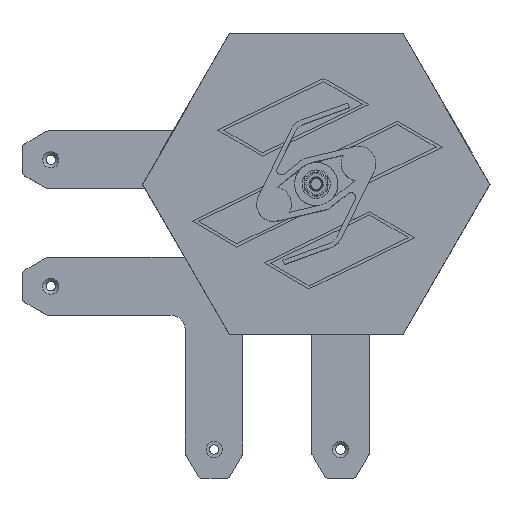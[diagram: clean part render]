
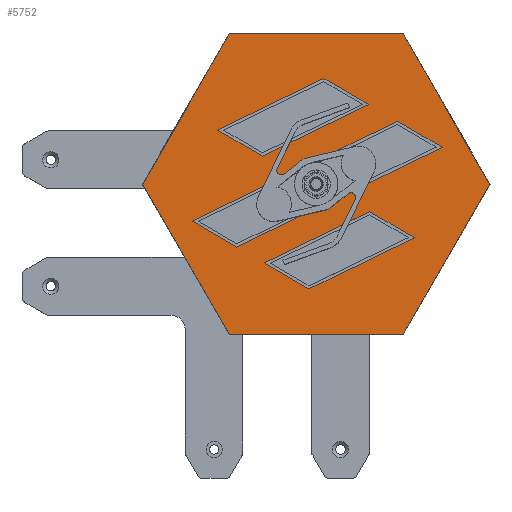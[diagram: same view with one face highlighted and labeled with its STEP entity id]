
A CAD part, top view. The second image highlights one B-rep face of the part: STEP entity #5752.
In plain terms, the highlighted planar face has unit normal (0, 0, 1).
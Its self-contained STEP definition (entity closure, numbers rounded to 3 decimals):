
#205=B_SPLINE_CURVE_WITH_KNOTS('',3,(#13475,#13476,#13477,#13478),
 .UNSPECIFIED.,.F.,.F.,(4,4),(-6.466,-0.462),
 .UNSPECIFIED.);
#206=B_SPLINE_CURVE_WITH_KNOTS('',3,(#13480,#13481,#13482,#13483),
 .UNSPECIFIED.,.F.,.F.,(4,4),(-6.466,-0.462),
 .UNSPECIFIED.);
#207=B_SPLINE_CURVE_WITH_KNOTS('',3,(#13485,#13486,#13487,#13488),
 .UNSPECIFIED.,.F.,.F.,(4,4),(-6.466,-0.462),
 .UNSPECIFIED.);
#208=B_SPLINE_CURVE_WITH_KNOTS('',3,(#13490,#13491,#13492,#13493),
 .UNSPECIFIED.,.F.,.F.,(4,4),(-6.466,-0.462),
 .UNSPECIFIED.);
#209=B_SPLINE_CURVE_WITH_KNOTS('',3,(#13495,#13496,#13497,#13498),
 .UNSPECIFIED.,.F.,.F.,(4,4),(-6.466,-0.462),
 .UNSPECIFIED.);
#210=B_SPLINE_CURVE_WITH_KNOTS('',3,(#13499,#13500,#13501,#13502),
 .UNSPECIFIED.,.F.,.F.,(4,4),(-6.466,-0.462),
 .UNSPECIFIED.);
#506=FACE_BOUND('',#1135,.T.);
#507=FACE_BOUND('',#1136,.T.);
#508=FACE_BOUND('',#1137,.T.);
#757=FACE_OUTER_BOUND('',#1134,.T.);
#1134=EDGE_LOOP('',(#4844,#4845,#4846,#4847,#4848,#4849));
#1135=EDGE_LOOP('',(#4850,#4851,#4852,#4853,#4854,#4855));
#1136=EDGE_LOOP('',(#4856,#4857,#4858,#4859));
#1137=EDGE_LOOP('',(#4860,#4861,#4862,#4863));
#1399=CIRCLE('',#6343,7.5);
#1728=LINE('',#13313,#2171);
#1732=LINE('',#13321,#2175);
#1740=LINE('',#13336,#2183);
#1743=LINE('',#13341,#2186);
#1762=LINE('',#13383,#2205);
#1769=LINE('',#13398,#2212);
#1773=LINE('',#13406,#2216);
#1776=LINE('',#13411,#2219);
#1779=LINE('',#13417,#2222);
#1788=LINE('',#13441,#2231);
#1792=LINE('',#13449,#2235);
#1800=LINE('',#13464,#2243);
#1803=LINE('',#13469,#2246);
#2171=VECTOR('',#7484,10.);
#2175=VECTOR('',#7490,10.);
#2183=VECTOR('',#7504,10.);
#2186=VECTOR('',#7509,10.);
#2205=VECTOR('',#7542,10.);
#2212=VECTOR('',#7553,10.);
#2216=VECTOR('',#7559,10.);
#2219=VECTOR('',#7564,10.);
#2222=VECTOR('',#7569,10.);
#2231=VECTOR('',#7592,10.);
#2235=VECTOR('',#7598,10.);
#2243=VECTOR('',#7612,10.);
#2246=VECTOR('',#7617,10.);
#2692=VERTEX_POINT('',#13311);
#2693=VERTEX_POINT('',#13312);
#2696=VERTEX_POINT('',#13320);
#2700=VERTEX_POINT('',#13335);
#2716=VERTEX_POINT('',#13381);
#2717=VERTEX_POINT('',#13382);
#2722=VERTEX_POINT('',#13396);
#2723=VERTEX_POINT('',#13397);
#2726=VERTEX_POINT('',#13405);
#2728=VERTEX_POINT('',#13414);
#2736=VERTEX_POINT('',#13439);
#2737=VERTEX_POINT('',#13440);
#2740=VERTEX_POINT('',#13448);
#2744=VERTEX_POINT('',#13463);
#2746=VERTEX_POINT('',#13473);
#2747=VERTEX_POINT('',#13474);
#2748=VERTEX_POINT('',#13479);
#2749=VERTEX_POINT('',#13484);
#2750=VERTEX_POINT('',#13489);
#2751=VERTEX_POINT('',#13494);
#3398=EDGE_CURVE('',#2692,#2693,#1728,.T.);
#3402=EDGE_CURVE('',#2693,#2696,#1732,.T.);
#3410=EDGE_CURVE('',#2696,#2700,#1740,.T.);
#3413=EDGE_CURVE('',#2700,#2692,#1743,.T.);
#3432=EDGE_CURVE('',#2716,#2717,#1762,.T.);
#3439=EDGE_CURVE('',#2722,#2723,#1769,.T.);
#3443=EDGE_CURVE('',#2726,#2722,#1773,.T.);
#3446=EDGE_CURVE('',#2717,#2726,#1776,.T.);
#3449=EDGE_CURVE('',#2723,#2728,#1779,.T.);
#3461=EDGE_CURVE('',#2736,#2737,#1788,.T.);
#3465=EDGE_CURVE('',#2737,#2740,#1792,.T.);
#3473=EDGE_CURVE('',#2740,#2744,#1800,.T.);
#3476=EDGE_CURVE('',#2744,#2736,#1803,.T.);
#3478=EDGE_CURVE('',#2746,#2747,#205,.T.);
#3479=EDGE_CURVE('',#2748,#2746,#206,.T.);
#3480=EDGE_CURVE('',#2749,#2748,#207,.T.);
#3481=EDGE_CURVE('',#2750,#2749,#208,.T.);
#3482=EDGE_CURVE('',#2751,#2750,#209,.T.);
#3483=EDGE_CURVE('',#2747,#2751,#210,.T.);
#3484=EDGE_CURVE('',#2728,#2716,#1399,.T.);
#4844=ORIENTED_EDGE('',*,*,#3478,.F.);
#4845=ORIENTED_EDGE('',*,*,#3479,.F.);
#4846=ORIENTED_EDGE('',*,*,#3480,.F.);
#4847=ORIENTED_EDGE('',*,*,#3481,.F.);
#4848=ORIENTED_EDGE('',*,*,#3482,.F.);
#4849=ORIENTED_EDGE('',*,*,#3483,.F.);
#4850=ORIENTED_EDGE('',*,*,#3449,.T.);
#4851=ORIENTED_EDGE('',*,*,#3484,.T.);
#4852=ORIENTED_EDGE('',*,*,#3432,.T.);
#4853=ORIENTED_EDGE('',*,*,#3446,.T.);
#4854=ORIENTED_EDGE('',*,*,#3443,.T.);
#4855=ORIENTED_EDGE('',*,*,#3439,.T.);
#4856=ORIENTED_EDGE('',*,*,#3410,.T.);
#4857=ORIENTED_EDGE('',*,*,#3413,.T.);
#4858=ORIENTED_EDGE('',*,*,#3398,.T.);
#4859=ORIENTED_EDGE('',*,*,#3402,.T.);
#4860=ORIENTED_EDGE('',*,*,#3473,.T.);
#4861=ORIENTED_EDGE('',*,*,#3476,.T.);
#4862=ORIENTED_EDGE('',*,*,#3461,.T.);
#4863=ORIENTED_EDGE('',*,*,#3465,.T.);
#5477=PLANE('',#6342);
#5752=ADVANCED_FACE('',(#757,#506,#507,#508),#5477,.T.);
#6342=AXIS2_PLACEMENT_3D('',#13472,#7621,#7622);
#6343=AXIS2_PLACEMENT_3D('',#13503,#7623,#7624);
#7484=DIRECTION('',(0.865,-0.502,0.));
#7490=DIRECTION('',(-0.9,-0.436,0.));
#7504=DIRECTION('',(-0.865,0.502,0.));
#7509=DIRECTION('',(0.899,0.437,0.));
#7542=DIRECTION('',(0.899,0.437,0.));
#7553=DIRECTION('',(-0.865,0.502,0.));
#7559=DIRECTION('',(-0.899,-0.437,0.));
#7564=DIRECTION('',(0.865,-0.502,0.));
#7569=DIRECTION('',(0.899,0.437,0.));
#7592=DIRECTION('',(0.865,-0.502,0.));
#7598=DIRECTION('',(-0.9,-0.436,0.));
#7612=DIRECTION('',(-0.865,0.502,0.));
#7617=DIRECTION('',(0.9,0.436,0.));
#7621=DIRECTION('center_axis',(0.,0.,1.));
#7622=DIRECTION('ref_axis',(1.,0.,0.));
#7623=DIRECTION('center_axis',(0.,0.,-1.));
#7624=DIRECTION('ref_axis',(1.,0.,0.));
#13311=CARTESIAN_POINT('',(120.361,92.315,54.3));
#13312=CARTESIAN_POINT('',(135.901,83.285,54.3));
#13313=CARTESIAN_POINT('',(111.373,97.538,54.3));
#13320=CARTESIAN_POINT('',(99.339,65.565,54.3));
#13321=CARTESIAN_POINT('',(125.766,78.373,54.3));
#13335=CARTESIAN_POINT('',(83.838,74.573,54.3));
#13336=CARTESIAN_POINT('',(92.399,69.598,54.3));
#13341=CARTESIAN_POINT('',(96.494,80.721,54.3));
#13381=CARTESIAN_POINT('',(100.281,109.196,54.3));
#13382=CARTESIAN_POINT('',(129.998,123.633,54.3));
#13383=CARTESIAN_POINT('',(78.777,98.749,54.3));
#13396=CARTESIAN_POINT('',(74.376,80.071,54.3));
#13397=CARTESIAN_POINT('',(58.874,89.079,54.3));
#13398=CARTESIAN_POINT('',(79.917,76.851,54.3));
#13405=CARTESIAN_POINT('',(145.5,114.625,54.3));
#13406=CARTESIAN_POINT('',(125.341,104.831,54.3));
#13411=CARTESIAN_POINT('',(124.21,126.996,54.3));
#13414=CARTESIAN_POINT('',(97.081,107.641,54.3));
#13417=CARTESIAN_POINT('',(78.777,98.749,54.3));
#13439=CARTESIAN_POINT('',(104.549,138.421,54.3));
#13440=CARTESIAN_POINT('',(120.052,129.413,54.3));
#13441=CARTESIAN_POINT('',(111.486,134.39,54.3));
#13448=CARTESIAN_POINT('',(83.241,111.571,54.3));
#13449=CARTESIAN_POINT('',(107.282,123.224,54.3));
#13463=CARTESIAN_POINT('',(67.738,120.58,54.3));
#13464=CARTESIAN_POINT('',(92.311,106.301,54.3));
#13469=CARTESIAN_POINT('',(77.883,125.497,54.3));
#13472=CARTESIAN_POINT('Origin',(101.865,101.865,54.3));
#13473=CARTESIAN_POINT('',(131.887,49.865,54.3));
#13474=CARTESIAN_POINT('',(71.843,49.865,54.3));
#13475=CARTESIAN_POINT('Ctrl Pts',(131.887,49.865,54.3));
#13476=CARTESIAN_POINT('Ctrl Pts',(111.872,49.865,54.3));
#13477=CARTESIAN_POINT('Ctrl Pts',(91.857,49.865,54.3));
#13478=CARTESIAN_POINT('Ctrl Pts',(71.843,49.865,54.3));
#13479=CARTESIAN_POINT('',(161.909,101.865,54.3));
#13480=CARTESIAN_POINT('Ctrl Pts',(161.909,101.865,54.3));
#13481=CARTESIAN_POINT('Ctrl Pts',(151.902,84.532,54.3));
#13482=CARTESIAN_POINT('Ctrl Pts',(141.895,67.198,54.3));
#13483=CARTESIAN_POINT('Ctrl Pts',(131.887,49.865,54.3));
#13484=CARTESIAN_POINT('',(131.887,153.865,54.3));
#13485=CARTESIAN_POINT('Ctrl Pts',(131.887,153.865,54.3));
#13486=CARTESIAN_POINT('Ctrl Pts',(141.895,136.532,54.3));
#13487=CARTESIAN_POINT('Ctrl Pts',(151.902,119.198,54.3));
#13488=CARTESIAN_POINT('Ctrl Pts',(161.909,101.865,54.3));
#13489=CARTESIAN_POINT('',(71.843,153.865,54.3));
#13490=CARTESIAN_POINT('Ctrl Pts',(71.843,153.865,54.3));
#13491=CARTESIAN_POINT('Ctrl Pts',(91.857,153.865,54.3));
#13492=CARTESIAN_POINT('Ctrl Pts',(111.872,153.865,54.3));
#13493=CARTESIAN_POINT('Ctrl Pts',(131.887,153.865,54.3));
#13494=CARTESIAN_POINT('',(41.82,101.865,54.3));
#13495=CARTESIAN_POINT('Ctrl Pts',(41.82,101.865,54.3));
#13496=CARTESIAN_POINT('Ctrl Pts',(51.828,119.198,54.3));
#13497=CARTESIAN_POINT('Ctrl Pts',(61.835,136.532,54.3));
#13498=CARTESIAN_POINT('Ctrl Pts',(71.843,153.865,54.3));
#13499=CARTESIAN_POINT('Ctrl Pts',(71.843,49.865,54.3));
#13500=CARTESIAN_POINT('Ctrl Pts',(61.835,67.198,54.3));
#13501=CARTESIAN_POINT('Ctrl Pts',(51.828,84.532,54.3));
#13502=CARTESIAN_POINT('Ctrl Pts',(41.82,101.865,54.3));
#13503=CARTESIAN_POINT('Origin',(101.865,101.865,54.3));
